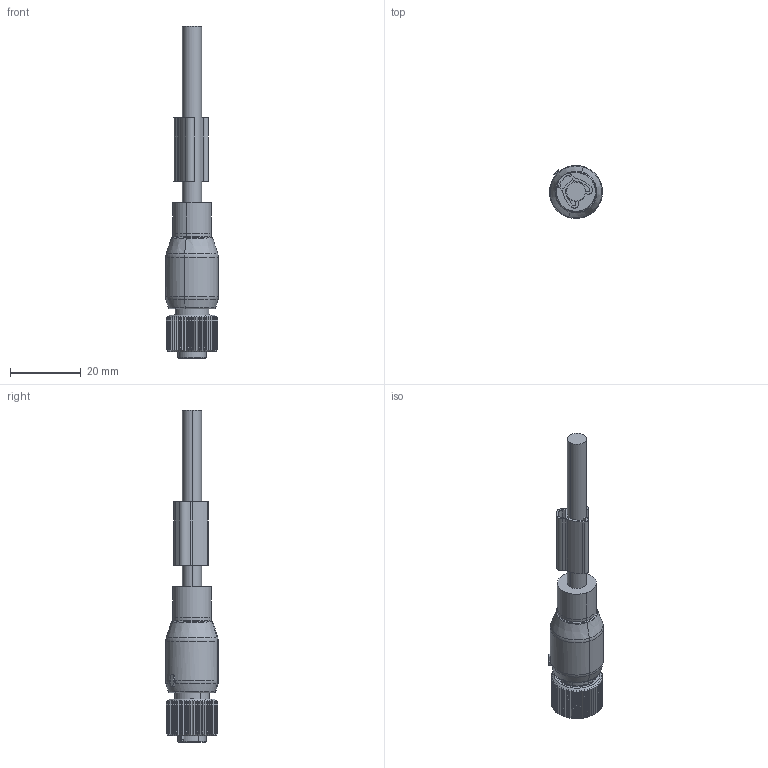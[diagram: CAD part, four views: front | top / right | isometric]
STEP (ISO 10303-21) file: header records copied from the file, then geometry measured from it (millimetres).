
FILE_DESCRIPTION(('CATIA V5 STEP Exchange','CAx-IF Rec.Pracs.--- Model Styling and Organization---1.4--- 2014-01-23'),'2;1');
FILE_NAME ('1491961-2_1', '2023-11-06T09:56:28+00:00', ('none'), ('Weidmueller'), 'CATIA Version 5-6 Release 2016 SP3 HF44', 'CATIA V5 STEP AP214', 'none');
FILE_SCHEMA(('AUTOMOTIVE_DESIGN { 1 0 10303 214 1 1 1 1 }'));
Length unit declared in the file: millimetre
Products named in the file (1): 1283321000
Bounding box: 14.98 x 14.98 x 94 mm (x, y, z)
Volume: 9810 mm3; surface area: 10051.7 mm2
Topology: 20 solids, 20 shells, 971 faces, 2508 edges, 1600 vertices
Faces by surface type: cylinder 388, plane 321, cone 118, torus 96, bspline 44, revolution 4
Entity records: 29585 total; most frequent: CARTESIAN_POINT 8405, ORIENTED_EDGE 4980, DIRECTION 3189, EDGE_CURVE 2490, AXIS2_PLACEMENT_3D 1623, VERTEX_POINT 1600, EDGE_LOOP 1056, CIRCLE 984
